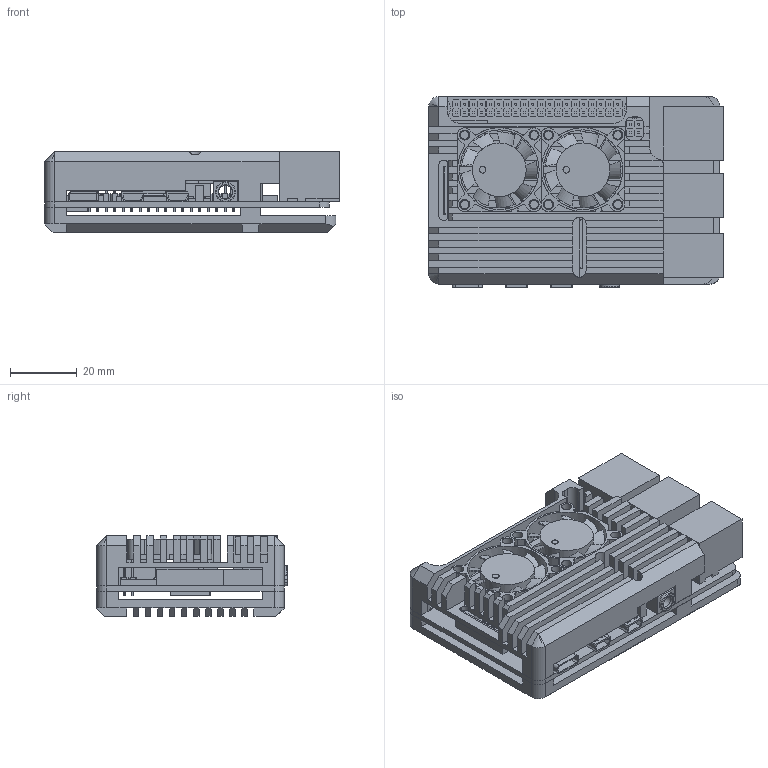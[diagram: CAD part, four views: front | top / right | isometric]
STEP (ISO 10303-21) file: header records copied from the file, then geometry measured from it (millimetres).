
FILE_DESCRIPTION(/* description */ (''),/* implementation_level */ '2;1');
FILE_NAME(/* name */ '8bbdc155-85ee-49ff-ad59-f54ec706a6bd.stp',/* time_stamp */ '2024-02-04T16:48:03Z',/* author */ (''),/* organization */ (''),/* preprocessor_version */ 'ST-DEVELOPER v20',/* originating_system */ 'Autodesk Translation Framework v12.20.1.177',/* authorisation */ '');
FILE_SCHEMA (('AUTOMOTIVE_DESIGN { 1 0 10303 214 3 1 1 }'));
Products named in the file (5): full raspberry pi 4 upgrade cooling; радиатор верх 
v21; радиатор низ 
v4; вентилятор v6; Component4
Assembly tree (5 placements, depth 2):
  full raspberry pi 4 upgrade cooling
    радиатор верх 
v21
    радиатор низ 
v4
    вентилятор v6  x2
    Component4
Bounding box: 88 x 57 x 24.1 mm (x, y, z)
Volume: 57368.8 mm3; surface area: 65486 mm2
Topology: 126 solids, 126 shells, 2385 faces, 6236 edges, 4125 vertices
Faces by surface type: plane 2062, cylinder 255, bspline 64, cone 2, torus 2
Full cylindrical faces by diameter (mm): 1 x47, 2 x2, 2.5 x12, 3 x16, 4 x2, 6 x9, 16 x2, 23.8 x2
Entity records: 74762 total; most frequent: CARTESIAN_POINT 18273, ORIENTED_EDGE 11788, DIRECTION 10740, EDGE_CURVE 5894, LINE 5314, VECTOR 5314, VERTEX_POINT 3900, AXIS2_PLACEMENT_3D 2713
